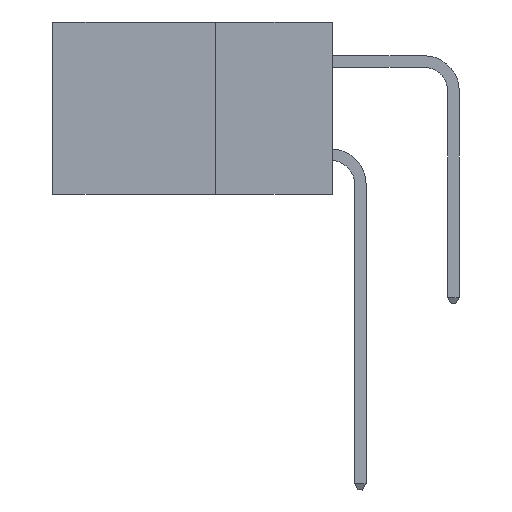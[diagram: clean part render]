
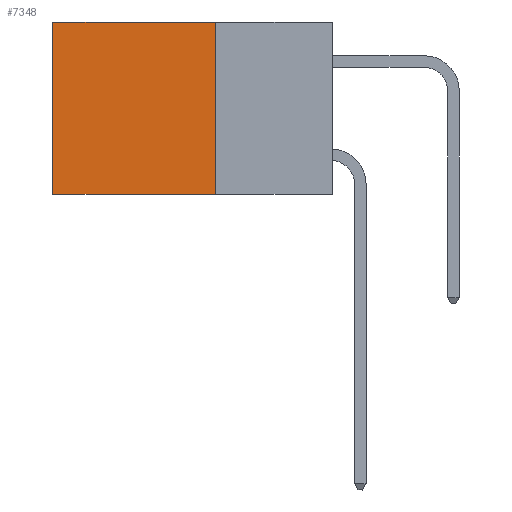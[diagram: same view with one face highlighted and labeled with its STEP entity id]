
A CAD part, left-side view. The second image highlights one B-rep face of the part: STEP entity #7348.
In plain terms, the highlighted planar face has unit normal (-1, 0, 0).
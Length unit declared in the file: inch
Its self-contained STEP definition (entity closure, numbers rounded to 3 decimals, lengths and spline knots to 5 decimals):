
#128 = VECTOR ( 'NONE', #12623, 39.37008 ) ;
#139 = VECTOR ( 'NONE', #1106, 39.37008 ) ;
#1106 = DIRECTION ( 'NONE',  ( 0., 1., 0. ) ) ;
#1281 = DIRECTION ( 'NONE',  ( 0., 0., -1. ) ) ;
#1417 = LINE ( 'NONE', #7686, #13757 ) ;
#1923 = EDGE_CURVE ( 'NONE', #19731, #16118, #1417, .T. ) ;
#2235 = ORIENTED_EDGE ( 'NONE', *, *, #3205, .T. ) ;
#2954 = CARTESIAN_POINT ( 'NONE',  ( 0.2615, 0.25, 0. ) ) ;
#3190 = CARTESIAN_POINT ( 'NONE',  ( 0.2615, 0.25, -0.37 ) ) ;
#3205 = EDGE_CURVE ( 'NONE', #16118, #5594, #26592, .T. ) ;
#5594 = VERTEX_POINT ( 'NONE', #12597 ) ;
#6364 = ORIENTED_EDGE ( 'NONE', *, *, #1923, .T. ) ;
#6430 = CARTESIAN_POINT ( 'NONE',  ( 0.2615, 0.25, -0.37 ) ) ;
#7348 = ADVANCED_FACE ( 'NONE', ( #12437 ), #14515, .F. ) ;
#7557 = CARTESIAN_POINT ( 'NONE',  ( 0.2615, 0.6, -0.37 ) ) ;
#7602 = CARTESIAN_POINT ( 'NONE',  ( 0.2615, 0.25, -0.37 ) ) ;
#7686 = CARTESIAN_POINT ( 'NONE',  ( 0.2615, 0.25, 0. ) ) ;
#9933 = DIRECTION ( 'NONE',  ( 0., 1., 0. ) ) ;
#12305 = DIRECTION ( 'NONE',  ( 0., 0., -1. ) ) ;
#12437 = FACE_OUTER_BOUND ( 'NONE', #25171, .T. ) ;
#12597 = CARTESIAN_POINT ( 'NONE',  ( 0.2615, 0.6, -0.37 ) ) ;
#12623 = DIRECTION ( 'NONE',  ( 0., 0., -1. ) ) ;
#13225 = EDGE_CURVE ( 'NONE', #24844, #5594, #20024, .T. ) ;
#13757 = VECTOR ( 'NONE', #9933, 39.37008 ) ;
#14515 = PLANE ( 'NONE',  #23522 ) ;
#16118 = VERTEX_POINT ( 'NONE', #25675 ) ;
#18284 = VECTOR ( 'NONE', #1281, 39.37008 ) ;
#19461 = ORIENTED_EDGE ( 'NONE', *, *, #13225, .F. ) ;
#19731 = VERTEX_POINT ( 'NONE', #2954 ) ;
#20024 = LINE ( 'NONE', #3190, #139 ) ;
#23168 = CARTESIAN_POINT ( 'NONE',  ( 0.2615, 0.25, -0.37 ) ) ;
#23334 = EDGE_CURVE ( 'NONE', #19731, #24844, #25256, .T. ) ;
#23522 = AXIS2_PLACEMENT_3D ( 'NONE', #6430, #27278, #12305 ) ;
#24844 = VERTEX_POINT ( 'NONE', #7602 ) ;
#25171 = EDGE_LOOP ( 'NONE', ( #2235, #19461, #25276, #6364 ) ) ;
#25256 = LINE ( 'NONE', #23168, #128 ) ;
#25276 = ORIENTED_EDGE ( 'NONE', *, *, #23334, .F. ) ;
#25675 = CARTESIAN_POINT ( 'NONE',  ( 0.2615, 0.6, 0. ) ) ;
#26592 = LINE ( 'NONE', #7557, #18284 ) ;
#27278 = DIRECTION ( 'NONE',  ( 1., 0., 0. ) ) ;
